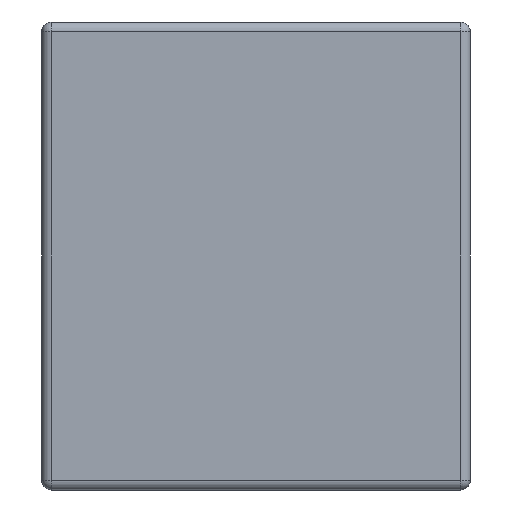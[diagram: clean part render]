
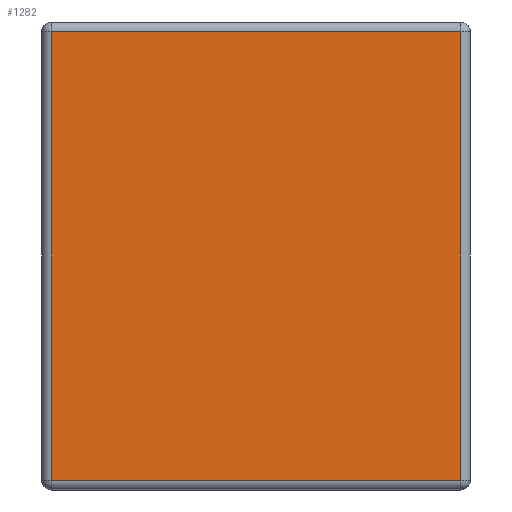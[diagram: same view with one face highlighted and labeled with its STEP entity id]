
A CAD part, left-side view. The second image highlights one B-rep face of the part: STEP entity #1282.
In plain terms, the highlighted planar face has unit normal (-1, 0, 0).
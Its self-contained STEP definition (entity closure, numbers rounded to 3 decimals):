
#23 = VERTEX_POINT ( 'NONE', #1323 ) ;
#126 = DIRECTION ( 'NONE',  ( 0., -1., 0. ) ) ;
#178 = ORIENTED_EDGE ( 'NONE', *, *, #4564, .T. ) ;
#199 = PLANE ( 'NONE',  #4111 ) ;
#249 = DIRECTION ( 'NONE',  ( -1., 0., 0. ) ) ;
#389 = CARTESIAN_POINT ( 'NONE',  ( 0., 0., -0.93 ) ) ;
#398 = ORIENTED_EDGE ( 'NONE', *, *, #4131, .T. ) ;
#431 = EDGE_LOOP ( 'NONE', ( #2982, #2753, #178, #398 ) ) ;
#451 = DIRECTION ( 'NONE',  ( 0., 0., 1. ) ) ;
#1282 = ADVANCED_FACE ( 'NONE', ( #2285 ), #199, .T. ) ;
#1323 = CARTESIAN_POINT ( 'NONE',  ( 0., 0.85, -0.02 ) ) ;
#1383 = LINE ( 'NONE', #389, #4222 ) ;
#1519 = DIRECTION ( 'NONE',  ( 0., 1., 0. ) ) ;
#1663 = VERTEX_POINT ( 'NONE', #3998 ) ;
#1679 = VECTOR ( 'NONE', #4618, 1000. ) ;
#1852 = EDGE_CURVE ( 'NONE', #2989, #1663, #1383, .T. ) ;
#2123 = EDGE_CURVE ( 'NONE', #1663, #2259, #2188, .T. ) ;
#2188 = LINE ( 'NONE', #2885, #3858 ) ;
#2232 = CARTESIAN_POINT ( 'NONE',  ( 0., 0.02, -0.02 ) ) ;
#2259 = VERTEX_POINT ( 'NONE', #2232 ) ;
#2285 = FACE_OUTER_BOUND ( 'NONE', #431, .T. ) ;
#2753 = ORIENTED_EDGE ( 'NONE', *, *, #2123, .T. ) ;
#2885 = CARTESIAN_POINT ( 'NONE',  ( 0., 0.02, 0. ) ) ;
#2982 = ORIENTED_EDGE ( 'NONE', *, *, #1852, .T. ) ;
#2989 = VERTEX_POINT ( 'NONE', #3338 ) ;
#3052 = LINE ( 'NONE', #4431, #4443 ) ;
#3338 = CARTESIAN_POINT ( 'NONE',  ( 0., 0.85, -0.93 ) ) ;
#3858 = VECTOR ( 'NONE', #451, 1000. ) ;
#3978 = CARTESIAN_POINT ( 'NONE',  ( 0., 0., 0. ) ) ;
#3998 = CARTESIAN_POINT ( 'NONE',  ( 0., 0.02, -0.93 ) ) ;
#4111 = AXIS2_PLACEMENT_3D ( 'NONE', #3978, #249, #4667 ) ;
#4131 = EDGE_CURVE ( 'NONE', #23, #2989, #4663, .T. ) ;
#4222 = VECTOR ( 'NONE', #126, 1000. ) ;
#4300 = CARTESIAN_POINT ( 'NONE',  ( 0., 0.85, -0.95 ) ) ;
#4431 = CARTESIAN_POINT ( 'NONE',  ( 0., 0.87, -0.02 ) ) ;
#4443 = VECTOR ( 'NONE', #1519, 1000. ) ;
#4564 = EDGE_CURVE ( 'NONE', #2259, #23, #3052, .T. ) ;
#4618 = DIRECTION ( 'NONE',  ( 0., 0., -1. ) ) ;
#4663 = LINE ( 'NONE', #4300, #1679 ) ;
#4667 = DIRECTION ( 'NONE',  ( 0., 0., 1. ) ) ;
